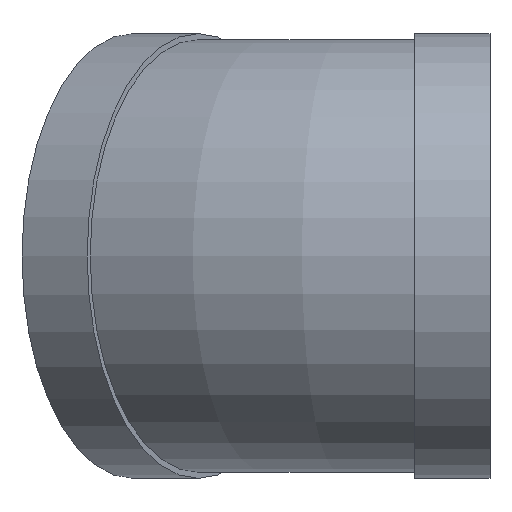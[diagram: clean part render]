
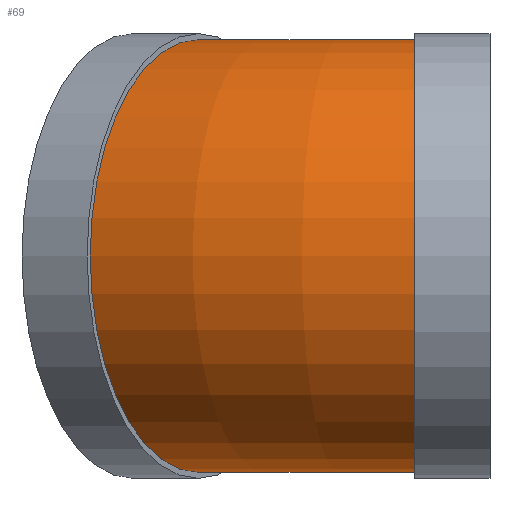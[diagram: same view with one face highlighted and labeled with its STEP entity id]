
A CAD part, left-side view. The second image highlights one B-rep face of the part: STEP entity #69.
In plain terms, the highlighted toroidal (fillet/blend) face has major radius 250 mm and minor radius 125 mm.
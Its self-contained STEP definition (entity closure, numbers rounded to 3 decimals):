
#69 = ADVANCED_FACE( '', ( #134, #135 ), #136, .T. );
#134 = FACE_OUTER_BOUND( '', #196, .T. );
#135 = FACE_OUTER_BOUND( '', #197, .T. );
#136 = TOROIDAL_SURFACE( '', #198, 250., 125. );
#196 = EDGE_LOOP( '', ( #256 ) );
#197 = EDGE_LOOP( '', ( #257 ) );
#198 = AXIS2_PLACEMENT_3D( '', #258, #259, #260 );
#256 = ORIENTED_EDGE( '', *, *, #312, .T. );
#257 = ORIENTED_EDGE( '', *, *, #313, .F. );
#258 = CARTESIAN_POINT( '', ( 250., 43.5, 0. ) );
#259 = DIRECTION( '', ( 0., 0., -1. ) );
#260 = DIRECTION( '', ( -1., 0., 0. ) );
#312 = EDGE_CURVE( '', #344, #344, #345, .T. );
#313 = EDGE_CURVE( '', #346, #346, #347, .T. );
#344 = VERTEX_POINT( '', #380 );
#345 = CIRCLE( '', #381, 125. );
#346 = VERTEX_POINT( '', #382 );
#347 = CIRCLE( '', #383, 125. );
#380 = CARTESIAN_POINT( '', ( 125., 43.5, 0. ) );
#381 = AXIS2_PLACEMENT_3D( '', #418, #419, #420 );
#382 = CARTESIAN_POINT( '', ( 141.747, 106., 0. ) );
#383 = AXIS2_PLACEMENT_3D( '', #421, #422, #423 );
#418 = CARTESIAN_POINT( '', ( 0., 43.5, 0. ) );
#419 = DIRECTION( '', ( 0., 1., 0. ) );
#420 = DIRECTION( '', ( 1., 0., 0. ) );
#421 = CARTESIAN_POINT( '', ( 33.494, 168.5, 0. ) );
#422 = DIRECTION( '', ( 0.5, 0.866, 0. ) );
#423 = DIRECTION( '', ( 0.866, -0.5, 0. ) );
